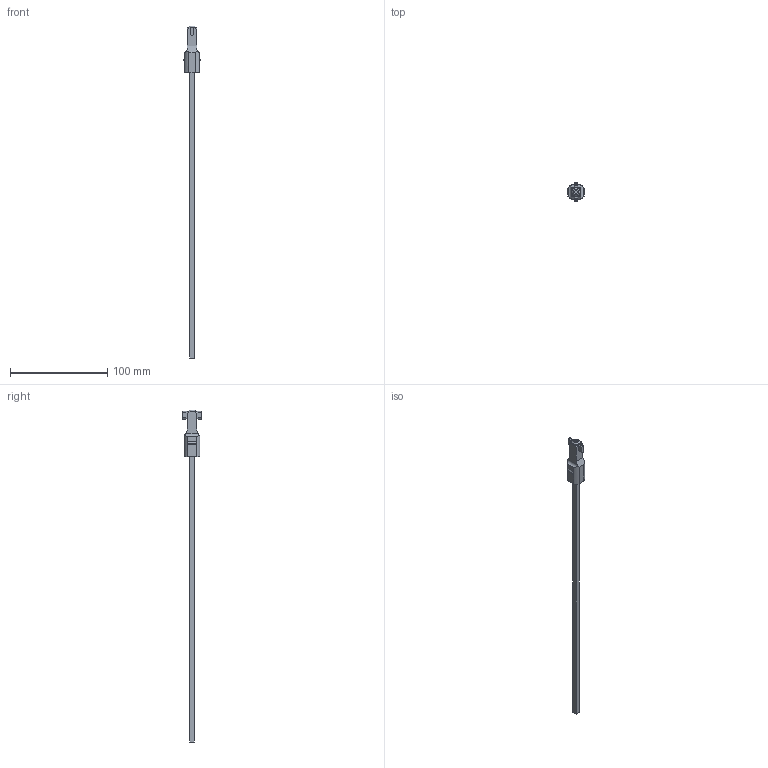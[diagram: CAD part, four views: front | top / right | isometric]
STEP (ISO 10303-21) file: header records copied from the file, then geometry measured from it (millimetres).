
FILE_DESCRIPTION((''),'2;1');
FILE_NAME('ASDADSDAD_ASM','2021-09-17T',('marketing.praksa'),('Audax d.o.o.'),'CREO PARAMETRIC BY PTC INC, 2017480','CREO PARAMETRIC BY PTC INC, 2017480','');
FILE_SCHEMA(('AUTOMOTIVE_DESIGN { 1 0 10303 214 1 1 1 1 }'));
Length unit declared in the file: millimetre
Products named in the file (4): 14040540_01; 14040540_02; PRT9562; ASDADSDAD_ASM
Assembly tree (3 placements, depth 2):
  ASDADSDAD_ASM
    14040540_01
    14040540_02
    PRT9562
Bounding box: 17.2 x 20 x 341.25 mm (x, y, z)
Volume: 15759.1 mm3; surface area: 9350.4 mm2
Topology: 5 solids, 5 shells, 166 faces, 452 edges, 304 vertices
Faces by surface type: plane 94, cylinder 66, cone 6
Entity records: 8231 total; most frequent: CARTESIAN_POINT 1029, DIRECTION 918, ORIENTED_EDGE 904, PRESENTATION_STYLE_ASSIGNMENT 623, STYLED_ITEM 623, CURVE_STYLE 452, EDGE_CURVE 452, AXIS2_PLACEMENT_3D 313
